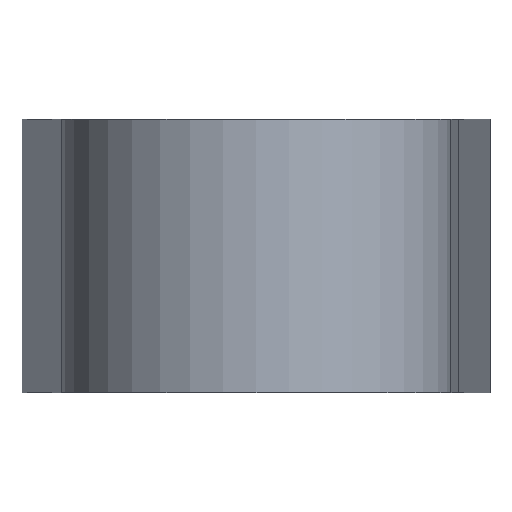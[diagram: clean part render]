
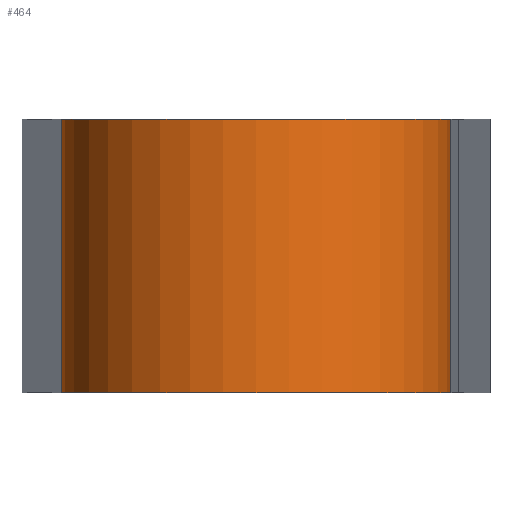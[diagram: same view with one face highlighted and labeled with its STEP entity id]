
A CAD part, left-side view. The second image highlights one B-rep face of the part: STEP entity #464.
In plain terms, the highlighted cylindrical face has radius 5 mm (diameter 10 mm), a partial arc.
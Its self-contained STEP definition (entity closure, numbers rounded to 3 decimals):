
#57=FACE_OUTER_BOUND('',#87,.T.);
#87=EDGE_LOOP('',(#408,#409,#410,#411));
#127=LINE('',#787,#169);
#128=LINE('',#793,#170);
#169=VECTOR('',#651,10.);
#170=VECTOR('',#658,10.);
#196=CIRCLE('',#526,5.);
#197=CIRCLE('',#527,5.);
#234=VERTEX_POINT('',#783);
#235=VERTEX_POINT('',#785);
#236=VERTEX_POINT('',#789);
#237=VERTEX_POINT('',#791);
#295=EDGE_CURVE('',#234,#235,#127,.T.);
#296=EDGE_CURVE('',#234,#236,#196,.T.);
#297=EDGE_CURVE('',#237,#235,#197,.T.);
#298=EDGE_CURVE('',#236,#237,#128,.T.);
#408=ORIENTED_EDGE('',*,*,#296,.F.);
#409=ORIENTED_EDGE('',*,*,#295,.T.);
#410=ORIENTED_EDGE('',*,*,#297,.F.);
#411=ORIENTED_EDGE('',*,*,#298,.F.);
#442=CYLINDRICAL_SURFACE('',#525,5.);
#464=ADVANCED_FACE('',(#57),#442,.T.);
#525=AXIS2_PLACEMENT_3D('',#788,#652,#653);
#526=AXIS2_PLACEMENT_3D('',#790,#654,#655);
#527=AXIS2_PLACEMENT_3D('',#792,#656,#657);
#651=DIRECTION('',(0.,0.,-1.));
#652=DIRECTION('center_axis',(0.,0.,-1.));
#653=DIRECTION('ref_axis',(-0.025,1.,0.));
#654=DIRECTION('center_axis',(0.,0.,
1.));
#655=DIRECTION('ref_axis',(-0.025,1.,0.));
#656=DIRECTION('center_axis',(0.,0.,
-1.));
#657=DIRECTION('ref_axis',(-0.025,1.,0.));
#658=DIRECTION('',(0.,0.,-1.));
#783=CARTESIAN_POINT('',(-40.125,75.498,28.25));
#785=CARTESIAN_POINT('',(-40.125,75.498,21.25));
#787=CARTESIAN_POINT('',(-40.125,75.498,28.25));
#788=CARTESIAN_POINT('Origin',(-40.,70.5,28.25));
#789=CARTESIAN_POINT('',(-40.125,65.502,28.25));
#790=CARTESIAN_POINT('Origin',(-40.,70.5,28.25));
#791=CARTESIAN_POINT('',(-40.125,65.502,21.25));
#792=CARTESIAN_POINT('Origin',(-40.,70.5,21.25));
#793=CARTESIAN_POINT('',(-40.125,65.502,28.25));
